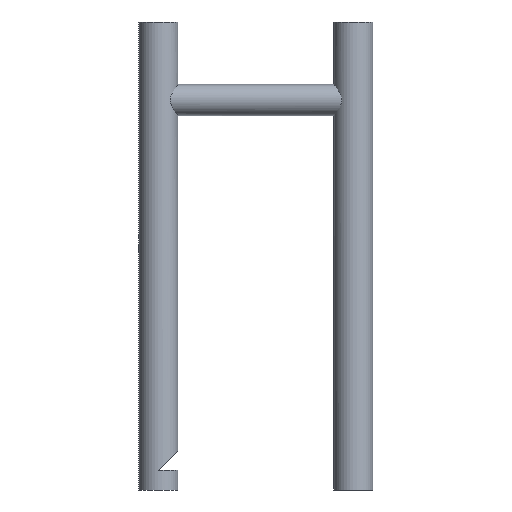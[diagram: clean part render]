
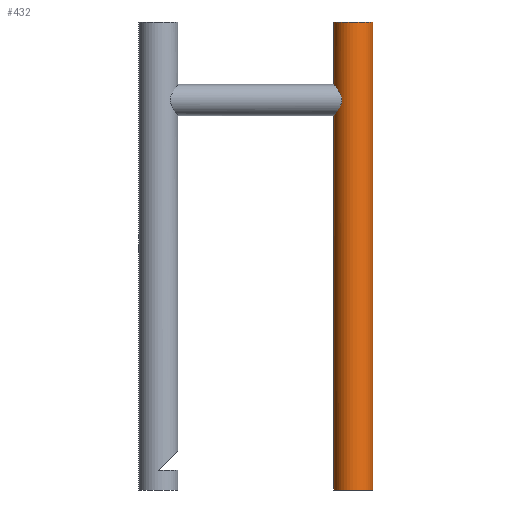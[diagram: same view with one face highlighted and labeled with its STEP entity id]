
A CAD part, front view. The second image highlights one B-rep face of the part: STEP entity #432.
In plain terms, the highlighted cylindrical face has radius 12.7 mm (diameter 25.4 mm), a partial arc.
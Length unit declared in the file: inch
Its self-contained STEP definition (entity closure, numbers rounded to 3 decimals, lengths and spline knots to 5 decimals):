
#9 = AXIS2_PLACEMENT_3D ( 'NONE', #491, #412, #403 ) ;
#12 = CARTESIAN_POINT ( 'NONE',  ( 5., 0., 12. ) ) ;
#19 = CARTESIAN_POINT ( 'NONE',  ( 4.5, 0., 12. ) ) ;
#25 = VERTEX_POINT ( 'NONE', #605 ) ;
#47 = CARTESIAN_POINT ( 'NONE',  ( 4.54943, -0.21709, 10.33621 ) ) ;
#55 = EDGE_CURVE ( 'NONE', #538, #1082, #360, .T. ) ;
#60 = CARTESIAN_POINT ( 'NONE',  ( 5.5, 0., 12. ) ) ;
#64 = CARTESIAN_POINT ( 'NONE',  ( 4.61394, -0.3179, 9.75691 ) ) ;
#69 = CARTESIAN_POINT ( 'NONE',  ( 4.5, 0., 0. ) ) ;
#70 = CARTESIAN_POINT ( 'NONE',  ( 4.5, 0., 9.6 ) ) ;
#92 = VERTEX_POINT ( 'NONE', #60 ) ;
#98 = CIRCLE ( 'NONE', #243, 0.5 ) ;
#118 = CARTESIAN_POINT ( 'NONE',  ( 4.5, -0.02806, 10.4 ) ) ;
#129 = ORIENTED_EDGE ( 'NONE', *, *, #55, .T. ) ;
#141 = CARTESIAN_POINT ( 'NONE',  ( 4.57722, -0.26778, 10.29817 ) ) ;
#147 = CARTESIAN_POINT ( 'NONE',  ( 4.69903, -0.39928, 9.97228 ) ) ;
#153 = CARTESIAN_POINT ( 'NONE',  ( 4.69999, -0.4, 9.98605 ) ) ;
#160 = CARTESIAN_POINT ( 'NONE',  ( 4.54943, -0.21709, 9.6638 ) ) ;
#200 = FACE_OUTER_BOUND ( 'NONE', #202, .T. ) ;
#202 = EDGE_LOOP ( 'NONE', ( #546, #904, #129, #400, #953, #517 ) ) ;
#212 = CARTESIAN_POINT ( 'NONE',  ( 4.50903, -0.09554, 10.38866 ) ) ;
#218 = CARTESIAN_POINT ( 'NONE',  ( 4.51786, -0.13492, 9.6225 ) ) ;
#223 = CARTESIAN_POINT ( 'NONE',  ( 4.69248, -0.39427, 10.06876 ) ) ;
#228 = CARTESIAN_POINT ( 'NONE',  ( 4.53015, -0.17147, 10.36162 ) ) ;
#233 = CARTESIAN_POINT ( 'NONE',  ( 4.62023, -0.32536, 10.23302 ) ) ;
#243 = AXIS2_PLACEMENT_3D ( 'NONE', #12, #933, #769 ) ;
#255 = LINE ( 'NONE', #521, #576 ) ;
#280 = CYLINDRICAL_SURFACE ( 'NONE', #626, 0.5 ) ;
#291 = CARTESIAN_POINT ( 'NONE',  ( 4.5, 0., 10.4 ) ) ;
#303 = CARTESIAN_POINT ( 'NONE',  ( 4.70001, -0.4, 10.01373 ) ) ;
#308 = CARTESIAN_POINT ( 'NONE',  ( 4.63851, -0.34593, 9.79764 ) ) ;
#315 = CARTESIAN_POINT ( 'NONE',  ( 4.52199, -0.14721, 10.37216 ) ) ;
#323 = CARTESIAN_POINT ( 'NONE',  ( 4.68556, -0.38877, 10.09506 ) ) ;
#360 = LINE ( 'NONE', #19, #608 ) ;
#381 = CARTESIAN_POINT ( 'NONE',  ( 4.5, 0., 10.4 ) ) ;
#387 = CARTESIAN_POINT ( 'NONE',  ( 4.65062, -0.35798, 10.18027 ) ) ;
#397 = CARTESIAN_POINT ( 'NONE',  ( 4.5, 0., 9.6 ) ) ;
#400 = ORIENTED_EDGE ( 'NONE', *, *, #846, .T. ) ;
#403 = DIRECTION ( 'NONE',  ( 1., 0., 0. ) ) ;
#405 = CARTESIAN_POINT ( 'NONE',  ( 4.51133, -0.10932, 9.61425 ) ) ;
#412 = DIRECTION ( 'NONE',  ( 0., 0., 1. ) ) ;
#432 = ADVANCED_FACE ( 'NONE', ( #200 ), #280, .T. ) ;
#435 = LINE ( 'NONE', #672, #594 ) ;
#464 = CARTESIAN_POINT ( 'NONE',  ( 4.50234, -0.05543, 10.39708 ) ) ;
#487 = CARTESIAN_POINT ( 'NONE',  ( 4.59532, -0.29385, 9.72833 ) ) ;
#491 = CARTESIAN_POINT ( 'NONE',  ( 5., 0., 0. ) ) ;
#493 = CARTESIAN_POINT ( 'NONE',  ( 4.69246, -0.39426, 9.93116 ) ) ;
#499 = CARTESIAN_POINT ( 'NONE',  ( 4.57705, -0.26752, 9.70157 ) ) ;
#503 = CARTESIAN_POINT ( 'NONE',  ( 4.672, -0.37743, 10.13312 ) ) ;
#517 = ORIENTED_EDGE ( 'NONE', *, *, #637, .T. ) ;
#521 = CARTESIAN_POINT ( 'NONE',  ( 5.5, 0., 12. ) ) ;
#536 = DIRECTION ( 'NONE',  ( 0., 0., -1. ) ) ;
#538 = VERTEX_POINT ( 'NONE', #735 ) ;
#539 = DIRECTION ( 'NONE',  ( 0., 0., -1. ) ) ;
#546 = ORIENTED_EDGE ( 'NONE', *, *, #1026, .F. ) ;
#554 = CARTESIAN_POINT ( 'NONE',  ( 4.5, -0.01381, 9.6 ) ) ;
#559 = CARTESIAN_POINT ( 'NONE',  ( 4.53017, -0.17155, 9.63841 ) ) ;
#566 = CARTESIAN_POINT ( 'NONE',  ( 4.68205, -0.38599, 9.89167 ) ) ;
#571 = CARTESIAN_POINT ( 'NONE',  ( 4.69525, -0.3964, 10.05532 ) ) ;
#576 = VECTOR ( 'NONE', #1087, 39.37008 ) ;
#577 = CARTESIAN_POINT ( 'NONE',  ( 4.56559, -0.24869, 10.31434 ) ) ;
#579 = VERTEX_POINT ( 'NONE', #69 ) ;
#594 = VECTOR ( 'NONE', #938, 39.37008 ) ;
#605 = CARTESIAN_POINT ( 'NONE',  ( 5.5, 0., 0. ) ) ;
#608 = VECTOR ( 'NONE', #539, 39.37008 ) ;
#609 = CIRCLE ( 'NONE', #9, 0.5 ) ;
#613 = CARTESIAN_POINT ( 'NONE',  ( 5., 0., 12. ) ) ;
#626 = AXIS2_PLACEMENT_3D ( 'NONE', #613, #536, #875 ) ;
#634 = CARTESIAN_POINT ( 'NONE',  ( 4.61396, -0.31792, 10.24307 ) ) ;
#637 = EDGE_CURVE ( 'NONE', #579, #25, #609, .T. ) ;
#639 = CARTESIAN_POINT ( 'NONE',  ( 4.60152, -0.30218, 10.26238 ) ) ;
#648 = CARTESIAN_POINT ( 'NONE',  ( 4.68139, -0.38539, 10.10794 ) ) ;
#654 = CARTESIAN_POINT ( 'NONE',  ( 4.59536, -0.2939, 10.27162 ) ) ;
#660 = CARTESIAN_POINT ( 'NONE',  ( 4.54425, -0.20601, 10.34312 ) ) ;
#672 = CARTESIAN_POINT ( 'NONE',  ( 4.5, 0., 12. ) ) ;
#691 = B_SPLINE_CURVE_WITH_KNOTS ( 'NONE', 3,
 ( #381, #118, #464, #212, #994, #907, #315, #228, #823, #660, #47, #577, #141, #654, #639, #634, #233, #742, #387, #812, #503, #648, #323, #223, #571, #1057, #303, #153, #147, #974, #493, #566, #1071, #724, #308, #918, #64, #902, #487, #499, #913, #160, #1052, #978, #559, #218, #405, #990, #985, #831, #554, #70 ),
 .UNSPECIFIED., .F., .F.,
 ( 4, 2, 2, 2, 2, 2, 2, 2, 2, 2, 2, 2, 2, 2, 2, 2, 2, 2, 2, 2, 2, 2, 2, 2, 2, 4 ),
 ( 0., 0.0021, 0.00315, 0.00421, 0.00526, 0.00631, 0.00841, 0.00946, 0.01051, 0.01262, 0.01367, 0.01472, 0.01577, 0.01682, 0.01787, 0.01892, 0.02103, 0.02313, 0.02418, 0.02523, 0.02734, 0.02839, 0.02944, 0.03154, 0.03259, 0.03364 ),
 .UNSPECIFIED. ) ;
#724 = CARTESIAN_POINT ( 'NONE',  ( 4.65051, -0.35788, 9.8195 ) ) ;
#735 = CARTESIAN_POINT ( 'NONE',  ( 4.5, 0., 12. ) ) ;
#742 = CARTESIAN_POINT ( 'NONE',  ( 4.63867, -0.34609, 10.20208 ) ) ;
#769 = DIRECTION ( 'NONE',  ( 1., 0., 0. ) ) ;
#812 = CARTESIAN_POINT ( 'NONE',  ( 4.66687, -0.37293, 10.1452 ) ) ;
#823 = CARTESIAN_POINT ( 'NONE',  ( 4.53462, -0.18322, 10.35581 ) ) ;
#831 = CARTESIAN_POINT ( 'NONE',  ( 4.50057, -0.0276, 9.60071 ) ) ;
#846 = EDGE_CURVE ( 'NONE', #1082, #897, #691, .T. ) ;
#875 = DIRECTION ( 'NONE',  ( -1., 0., 0. ) ) ;
#897 = VERTEX_POINT ( 'NONE', #397 ) ;
#902 = CARTESIAN_POINT ( 'NONE',  ( 4.60155, -0.30222, 9.73767 ) ) ;
#904 = ORIENTED_EDGE ( 'NONE', *, *, #1033, .F. ) ;
#907 = CARTESIAN_POINT ( 'NONE',  ( 4.5183, -0.13469, 10.37688 ) ) ;
#913 = CARTESIAN_POINT ( 'NONE',  ( 4.56543, -0.2484, 9.68545 ) ) ;
#918 = CARTESIAN_POINT ( 'NONE',  ( 4.62014, -0.32525, 9.76684 ) ) ;
#933 = DIRECTION ( 'NONE',  ( 0., 0., 1. ) ) ;
#938 = DIRECTION ( 'NONE',  ( 0., 0., -1. ) ) ;
#953 = ORIENTED_EDGE ( 'NONE', *, *, #954, .T. ) ;
#954 = EDGE_CURVE ( 'NONE', #897, #579, #435, .T. ) ;
#974 = CARTESIAN_POINT ( 'NONE',  ( 4.69527, -0.39642, 9.94484 ) ) ;
#978 = CARTESIAN_POINT ( 'NONE',  ( 4.53472, -0.18348, 9.64433 ) ) ;
#985 = CARTESIAN_POINT ( 'NONE',  ( 4.50285, -0.0551, 9.60357 ) ) ;
#990 = CARTESIAN_POINT ( 'NONE',  ( 4.50458, -0.06892, 9.60574 ) ) ;
#994 = CARTESIAN_POINT ( 'NONE',  ( 4.51181, -0.10883, 10.38515 ) ) ;
#1026 = EDGE_CURVE ( 'NONE', #92, #25, #255, .T. ) ;
#1033 = EDGE_CURVE ( 'NONE', #538, #92, #98, .T. ) ;
#1052 = CARTESIAN_POINT ( 'NONE',  ( 4.54434, -0.20621, 9.657 ) ) ;
#1057 = CARTESIAN_POINT ( 'NONE',  ( 4.69903, -0.39928, 10.02774 ) ) ;
#1071 = CARTESIAN_POINT ( 'NONE',  ( 4.67244, -0.37805, 9.86682 ) ) ;
#1082 = VERTEX_POINT ( 'NONE', #291 ) ;
#1087 = DIRECTION ( 'NONE',  ( 0., 0., -1. ) ) ;
